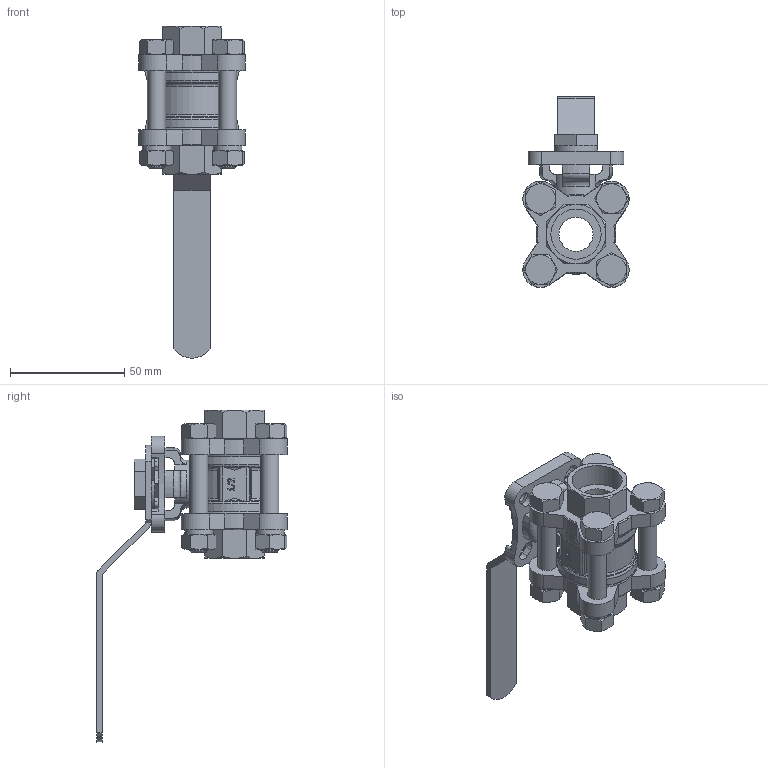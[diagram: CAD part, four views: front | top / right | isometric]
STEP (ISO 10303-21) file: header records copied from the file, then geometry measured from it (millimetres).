
FILE_DESCRIPTION(/* description */ ('STEP AP214'),/* implementation_level */ '2;1');
FILE_NAME(/* name */ '8089057_VZBE-1_2-WA-63-T-2-F0304-M-V15V15',/* time_stamp */ '2024-09-18T01:32:33+02:00',/* author */ ('License CC BY-ND 4.0'),/* organization */ ('CADENAS'),/* preprocessor_version */ 'ST-DEVELOPER v19.3',/* originating_system */ 'PARTsolutions',/* authorisation */ ' ');
FILE_SCHEMA (('AUTOMOTIVE_DESIGN {1 0 10303 214 3 1 1}'));
Length unit declared in the file: millimetre
Products named in the file (4): 8089057 VZBE-1/2-WA-63-T-2-F0304-M-V15V15; 8089040 VZBE-1/2-WA-63-T-2-F0304-V15V15_v; 4895383 VAOH-F7-9-H9-A-22; VZBD-M12n
Assembly tree (3 placements, depth 2):
  8089057 VZBE-1/2-WA-63-T-2-F0304-M-V15V15
    8089040 VZBE-1/2-WA-63-T-2-F0304-V15V15_v
    4895383 VAOH-F7-9-H9-A-22
    VZBD-M12n
Bounding box: 46.55 x 83.68 x 145.46 mm (x, y, z)
Volume: 77339.7 mm3; surface area: 36058.7 mm2
Topology: 3 solids, 3 shells, 494 faces, 1246 edges, 784 vertices
Faces by surface type: plane 226, cone 131, cylinder 104, torus 33
Full cylindrical faces by diameter (mm): 8 x8, 8.5 x8, 10.106 x1, 12.5 x4, 15 x1, 21 x1, 22 x2, 26 x1, 35 x2
Entity records: 15006 total; most frequent: CARTESIAN_POINT 3605, ORIENTED_EDGE 2394, DIRECTION 2230, EDGE_CURVE 1197, AXIS2_PLACEMENT_3D 885, VERTEX_POINT 773, EDGE_LOOP 588, FACE_BOUND 588
